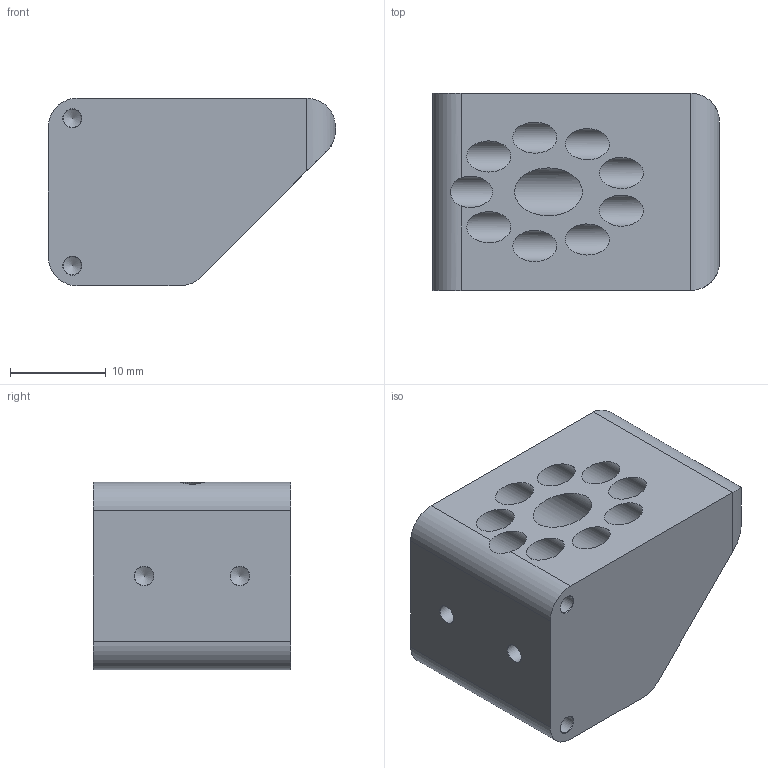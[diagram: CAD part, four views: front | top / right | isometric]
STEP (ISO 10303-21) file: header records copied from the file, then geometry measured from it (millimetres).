
FILE_DESCRIPTION(/* description */ ('STEP AP242','CAx-IF Rec.Pracs.---Representation and Presentation of Product Manufacturing Information (PMI)---4.0---2014-10-13','CAx-IF Rec.Pracs.---3D Tessellated Geometry---0.4---2014-09-14','2;1'),/* implementation_level */ '2;1');
FILE_NAME(/* name */ '65ea457da2340827592871fe',/* time_stamp */ '2024-03-07T22:53:49Z',/* author */ (''),/* organization */ (''),/* preprocessor_version */ 'ST-DEVELOPER v19.4',/* originating_system */ ' ',/* authorisation */ ' ');
FILE_SCHEMA (('AP242_MANAGED_MODEL_BASED_3D_ENGINEERING_MIM_LF { 1 0 10303 442 1 1 4 }'));
Length unit declared in the file: metre
Products named in the file (11): Curve 10; Curve 9; Curve 8; Curve 7; Curve 6; Curve 5; Curve 4; Curve 3; Curve 2; Curve 1; Part 1
Bounding box: 30 x 20.6 x 19.6 mm (x, y, z)
Volume: 7677.5 mm3; surface area: 4239.8 mm2
Topology: 1 solids, 1 shells, 49 faces, 163 edges, 127 vertices
Faces by surface type: cylinder 26, cone 12, plane 9, bspline 2
Full cylindrical faces by diameter (mm): 1.9 x4, 2 x2, 3.25 x9, 5 x1
Entity records: 2822 total; most frequent: CARTESIAN_POINT 1120, DIRECTION 291, ORIENTED_EDGE 186, AXIS2_PLACEMENT_3D 125, FACE_BOUND 102, EDGE_LOOP 96, EDGE_CURVE 93, VERTEX_POINT 79
